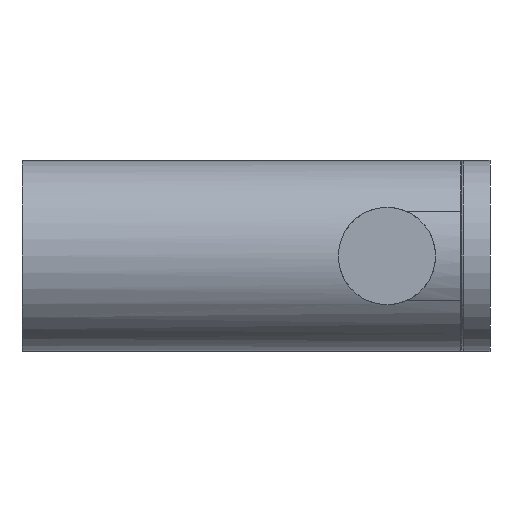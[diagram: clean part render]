
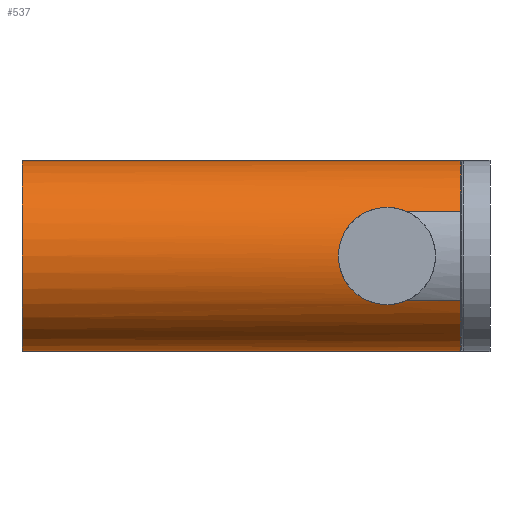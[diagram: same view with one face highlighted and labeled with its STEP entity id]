
A CAD part, front view. The second image highlights one B-rep face of the part: STEP entity #537.
In plain terms, the highlighted cylindrical face has radius 3.25 mm (diameter 6.5 mm), a partial arc.
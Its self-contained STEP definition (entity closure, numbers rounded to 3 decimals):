
#59=CARTESIAN_POINT('',(2.5,25.,0.));
#60=DIRECTION('',(1.,0.,0.));
#61=DIRECTION('',(0.,0.,1.));
#62=AXIS2_PLACEMENT_3D('',#59,#60,#61);
#69=CARTESIAN_POINT('',(2.5,25.,0.));
#70=DIRECTION('',(1.,0.,0.));
#71=DIRECTION('',(0.,-0.887,-0.462));
#72=AXIS2_PLACEMENT_3D('',#69,#70,#71);
#155=CARTESIAN_POINT('',(0.,22.2,1.65));
#156=CARTESIAN_POINT('',(0.081,22.2,1.65));
#157=CARTESIAN_POINT('',(0.24,22.193,1.638));
#158=CARTESIAN_POINT('',(0.471,22.163,1.587));
#159=CARTESIAN_POINT('',(0.616,22.134,1.533));
#160=CARTESIAN_POINT('',(0.687,22.117,1.5));
#162=CARTESIAN_POINT('',(0.,22.2,
-1.65));
#163=CARTESIAN_POINT('',(-0.113,22.2,
-1.65));
#164=CARTESIAN_POINT('',(-0.335,22.186,
-1.627));
#165=CARTESIAN_POINT('',(-0.657,22.129,
-1.526));
#166=CARTESIAN_POINT('',(-0.964,22.043,
-1.354));
#167=CARTESIAN_POINT('',(-1.227,21.945,-1.121));
#168=CARTESIAN_POINT('',(-1.436,21.854,
-0.837));
#169=CARTESIAN_POINT('',(-1.582,21.784,
-0.512));
#170=CARTESIAN_POINT('',(-1.655,21.748,
-0.163));
#171=CARTESIAN_POINT('',(-1.652,21.749,0.188));
#172=CARTESIAN_POINT('',(-1.575,21.788,0.531));
#173=CARTESIAN_POINT('',(-1.429,21.858,0.848));
#174=CARTESIAN_POINT('',(-1.222,21.947,1.127));
#175=CARTESIAN_POINT('',(-0.962,22.043,1.355));
#176=CARTESIAN_POINT('',(-0.658,22.129,1.526));
#177=CARTESIAN_POINT('',(-0.337,22.186,1.627));
#178=CARTESIAN_POINT('',(-0.114,22.2,1.65));
#179=CARTESIAN_POINT('',(0.,22.2,1.65));
#181=CARTESIAN_POINT('',(0.687,22.117,-1.5));
#182=CARTESIAN_POINT('',(0.617,22.134,-1.532));
#183=CARTESIAN_POINT('',(0.471,22.163,-1.587));
#184=CARTESIAN_POINT('',(0.24,22.193,-1.638));
#185=CARTESIAN_POINT('',(0.081,22.2,-1.65));
#186=CARTESIAN_POINT('',(0.,22.2,
-1.65));
#188=DIRECTION('',(-1.,0.,0.));
#189=VECTOR('',#188,1.813);
#190=CARTESIAN_POINT('',(2.5,22.117,-1.5));
#191=LINE('',#190,#189);
#192=DIRECTION('',(1.,0.,0.));
#193=VECTOR('',#192,14.9);
#194=CARTESIAN_POINT('',(-12.4,25.,-3.25));
#195=LINE('',#194,#193);
#196=DIRECTION('',(1.,0.,0.));
#197=VECTOR('',#196,14.9);
#198=CARTESIAN_POINT('',(-12.4,25.,3.25));
#199=LINE('',#198,#197);
#200=DIRECTION('',(1.,0.,0.));
#201=VECTOR('',#200,1.813);
#202=CARTESIAN_POINT('',(0.687,22.117,1.5));
#203=LINE('',#202,#201);
#204=CARTESIAN_POINT('',(-12.4,25.,0.));
#205=DIRECTION('',(-1.,0.,0.));
#206=DIRECTION('',(0.,0.,-1.));
#207=AXIS2_PLACEMENT_3D('',#204,#205,#206);
#267=CARTESIAN_POINT('',(2.5,22.117,-1.5));
#269=VERTEX_POINT('',#267);
#276=CARTESIAN_POINT('',(2.5,22.117,1.5));
#277=VERTEX_POINT('',#276);
#278=CARTESIAN_POINT('',(-12.4,25.,3.25));
#279=CARTESIAN_POINT('',(2.5,25.,3.25));
#280=VERTEX_POINT('',#278);
#281=VERTEX_POINT('',#279);
#282=CARTESIAN_POINT('',(-12.4,25.,-3.25));
#283=CARTESIAN_POINT('',(2.5,25.,-3.25));
#284=VERTEX_POINT('',#282);
#285=VERTEX_POINT('',#283);
#286=CARTESIAN_POINT('',(0.687,22.117,-1.5));
#287=VERTEX_POINT('',#286);
#288=CARTESIAN_POINT('',(0.687,22.117,1.5));
#289=VERTEX_POINT('',#288);
#306=CARTESIAN_POINT('',(0.,22.2,1.65));
#308=VERTEX_POINT('',#306);
#310=CARTESIAN_POINT('',(0.,22.2,
-1.65));
#312=VERTEX_POINT('',#310);
#518=CARTESIAN_POINT('',(2.5,25.,0.));
#519=DIRECTION('',(1.,0.,0.));
#520=DIRECTION('',(0.,0.,-1.));
#521=AXIS2_PLACEMENT_3D('',#518,#519,#520);
#522=CYLINDRICAL_SURFACE('',#521,3.25);
#523=ORIENTED_EDGE('',*,*,#460,.F.);
#524=ORIENTED_EDGE('',*,*,#505,.F.);
#525=ORIENTED_EDGE('',*,*,#466,.F.);
#526=ORIENTED_EDGE('',*,*,#416,.F.);
#527=ORIENTED_EDGE('',*,*,#353,.T.);
#528=ORIENTED_EDGE('',*,*,#325,.F.);
#530=ORIENTED_EDGE('',*,*,#529,.T.);
#531=ORIENTED_EDGE('',*,*,#321,.T.);
#532=ORIENTED_EDGE('',*,*,#350,.T.);
#534=ORIENTED_EDGE('',*,*,#533,.F.);
#535=EDGE_LOOP('',(#523,#524,#525,#526,#527,#528,#530,#531,#532,#534));
#536=FACE_OUTER_BOUND('',#535,.F.);
#537=ADVANCED_FACE('',(#536),#522,.T.);
#63=CIRCLE('',#62,3.25);
#73=CIRCLE('',#72,3.25);
#161=B_SPLINE_CURVE_WITH_KNOTS('',3,(#155,#156,#157,#158,#159,#160),
.UNSPECIFIED.,.F.,.F.,(4,1,1,4),(0.,0.333,0.667,1.),
.UNSPECIFIED.);
#180=B_SPLINE_CURVE_WITH_KNOTS('',3,(#162,#163,#164,#165,#166,#167,#168,#169,
#170,#171,#172,#173,#174,#175,#176,#177,#178,#179),.UNSPECIFIED.,.F.,.F.,(4,1,1,
1,1,1,1,1,1,1,1,1,1,1,1,4),(0.,0.067,0.133,0.2,
0.267,0.333,0.4,0.467,0.533,
0.6,0.667,0.733,0.8,0.867,
0.933,1.),.UNSPECIFIED.);
#187=B_SPLINE_CURVE_WITH_KNOTS('',3,(#181,#182,#183,#184,#185,#186),
.UNSPECIFIED.,.F.,.F.,(4,1,1,4),(0.,0.333,0.667,1.),
.UNSPECIFIED.);
#208=CIRCLE('',#207,3.25);
#321=EDGE_CURVE('',#280,#281,#199,.T.);
#325=EDGE_CURVE('',#284,#285,#195,.T.);
#350=EDGE_CURVE('',#281,#277,#63,.T.);
#353=EDGE_CURVE('',#269,#285,#73,.T.);
#416=EDGE_CURVE('',#269,#287,#191,.T.);
#460=EDGE_CURVE('',#308,#289,#161,.T.);
#466=EDGE_CURVE('',#287,#312,#187,.T.);
#505=EDGE_CURVE('',#312,#308,#180,.T.);
#529=EDGE_CURVE('',#284,#280,#208,.T.);
#533=EDGE_CURVE('',#289,#277,#203,.T.);
